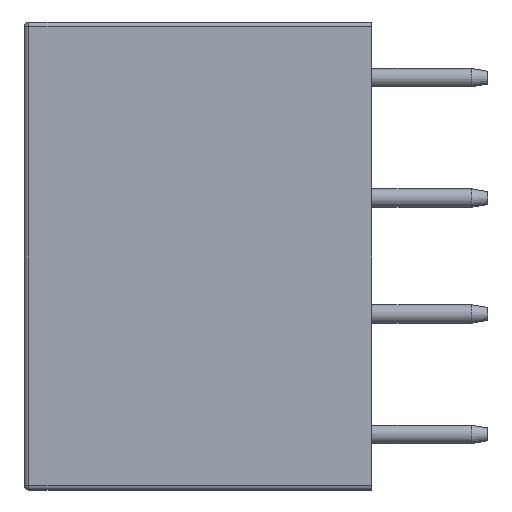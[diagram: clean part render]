
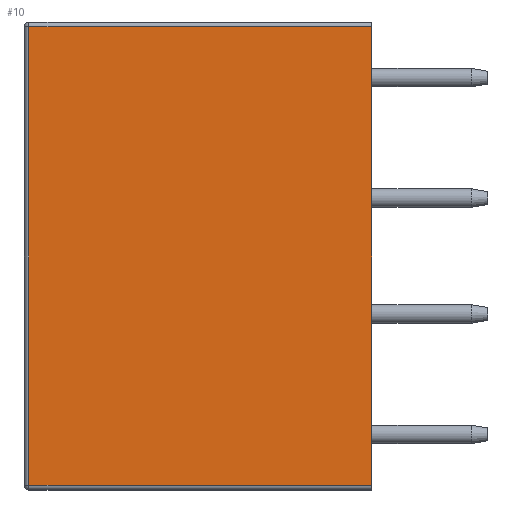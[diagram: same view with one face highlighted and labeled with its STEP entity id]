
A CAD part, left-side view. The second image highlights one B-rep face of the part: STEP entity #10.
In plain terms, the highlighted planar face has unit normal (-1, 0, 0).
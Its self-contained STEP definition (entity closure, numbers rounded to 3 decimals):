
#9 = VECTOR ( 'NONE', #257, 1000. ) ;
#10 = ADVANCED_FACE ( 'NONE', ( #1816 ), #232, .F. ) ;
#95 = CARTESIAN_POINT ( 'NONE',  ( -17., 15., 9.9 ) ) ;
#117 = CARTESIAN_POINT ( 'NONE',  ( -17., 14.8, 9.9 ) ) ;
#182 = DIRECTION ( 'NONE',  ( 0., 0., 1. ) ) ;
#232 = PLANE ( 'NONE',  #1632 ) ;
#257 = DIRECTION ( 'NONE',  ( 0., 0., -1. ) ) ;
#284 = ORIENTED_EDGE ( 'NONE', *, *, #817, .T. ) ;
#357 = DIRECTION ( 'NONE',  ( 0., 1., 0. ) ) ;
#398 = ORIENTED_EDGE ( 'NONE', *, *, #1005, .T. ) ;
#430 = CARTESIAN_POINT ( 'NONE',  ( -17., 0., 9.9 ) ) ;
#617 = LINE ( 'NONE', #1836, #1674 ) ;
#660 = DIRECTION ( 'NONE',  ( 0., 0., -1. ) ) ;
#717 = EDGE_CURVE ( 'NONE', #913, #795, #1493, .T. ) ;
#795 = VERTEX_POINT ( 'NONE', #117 ) ;
#804 = EDGE_LOOP ( 'NONE', ( #284, #398, #1259, #1570 ) ) ;
#817 = EDGE_CURVE ( 'NONE', #795, #1437, #1252, .T. ) ;
#913 = VERTEX_POINT ( 'NONE', #430 ) ;
#962 = CARTESIAN_POINT ( 'NONE',  ( -17., 15., 10.1 ) ) ;
#972 = CARTESIAN_POINT ( 'NONE',  ( -17., 14.8, 10.1 ) ) ;
#1005 = EDGE_CURVE ( 'NONE', #1437, #1398, #617, .T. ) ;
#1100 = VECTOR ( 'NONE', #357, 1000. ) ;
#1105 = DIRECTION ( 'NONE',  ( 1., 0., 0. ) ) ;
#1252 = LINE ( 'NONE', #972, #9 ) ;
#1259 = ORIENTED_EDGE ( 'NONE', *, *, #1747, .T. ) ;
#1378 = CARTESIAN_POINT ( 'NONE',  ( -17., 14.8, -9.9 ) ) ;
#1398 = VERTEX_POINT ( 'NONE', #1794 ) ;
#1437 = VERTEX_POINT ( 'NONE', #1378 ) ;
#1477 = CARTESIAN_POINT ( 'NONE',  ( -17., 0., 10.1 ) ) ;
#1493 = LINE ( 'NONE', #95, #1100 ) ;
#1544 = DIRECTION ( 'NONE',  ( 0., -1., 0. ) ) ;
#1570 = ORIENTED_EDGE ( 'NONE', *, *, #717, .T. ) ;
#1619 = LINE ( 'NONE', #1477, #1708 ) ;
#1632 = AXIS2_PLACEMENT_3D ( 'NONE', #962, #1105, #660 ) ;
#1674 = VECTOR ( 'NONE', #1544, 1000. ) ;
#1708 = VECTOR ( 'NONE', #182, 1000. ) ;
#1747 = EDGE_CURVE ( 'NONE', #1398, #913, #1619, .T. ) ;
#1794 = CARTESIAN_POINT ( 'NONE',  ( -17., 0., -9.9 ) ) ;
#1816 = FACE_OUTER_BOUND ( 'NONE', #804, .T. ) ;
#1836 = CARTESIAN_POINT ( 'NONE',  ( -17., 15., -9.9 ) ) ;
